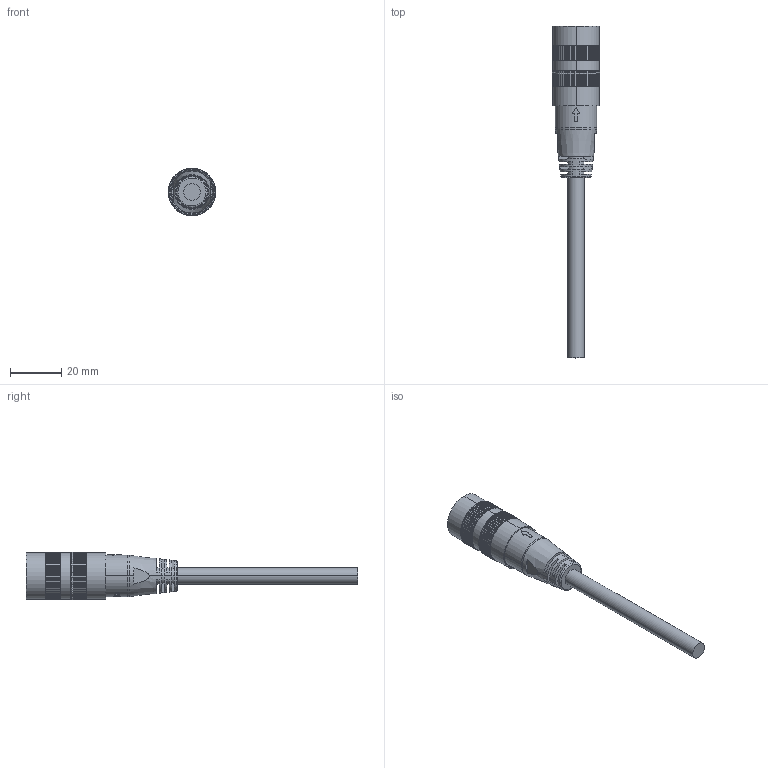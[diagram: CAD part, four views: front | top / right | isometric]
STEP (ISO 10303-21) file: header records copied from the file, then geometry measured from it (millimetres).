
FILE_DESCRIPTION (( 'STEP AP203' ), '1' );
FILE_NAME ('P294.STEP', '2020-04-01T03:23:11', ( 'edpusr' ), ( 'Microsoft' ), 'SwSTEP 2.0', 'SolidWorks 2015', '' );
FILE_SCHEMA (( 'CONFIG_CONTROL_DESIGN' ));
Products named in the file (1): P294
Bounding box: 18.5 x 129.3 x 18.5 mm (x, y, z)
Volume: 13620.7 mm3; surface area: 9600.1 mm2
Topology: 3 solids, 3 shells, 1407 faces, 3993 edges, 2653 vertices
Faces by surface type: plane 678, cylinder 659, cone 38, bspline 32
Entity records: 50352 total; most frequent: CARTESIAN_POINT 13962, ORIENTED_EDGE 7986, DIRECTION 7560, EDGE_CURVE 3993, AXIS2_PLACEMENT_3D 2778, VERTEX_POINT 2653, LINE 2004, VECTOR 2004
